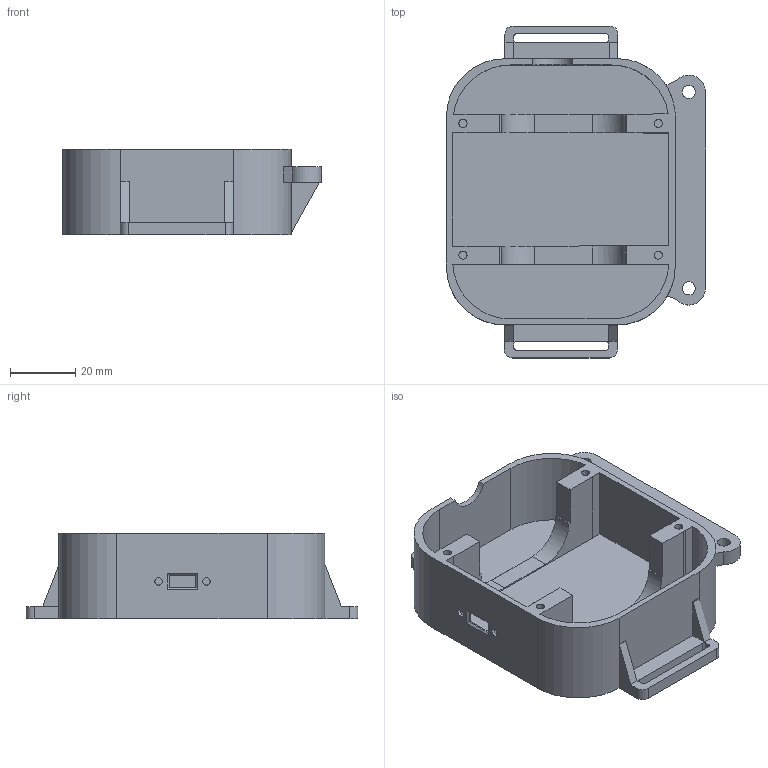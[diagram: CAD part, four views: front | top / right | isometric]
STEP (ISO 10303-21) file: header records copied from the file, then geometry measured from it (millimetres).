
FILE_DESCRIPTION(/* description */ (''),/* implementation_level */ '2;1');
FILE_NAME(/* name */ 'BYH_RECEIVER_BOTTOM.step',/* time_stamp */ '2025-05-29T21:18:15-07:00',/* author */ (''),/* organization */ (''),/* preprocessor_version */ 'ST-DEVELOPER v20.1',/* originating_system */ 'Autodesk Translation Framework v14.4.0.0',/* authorisation */ '');
FILE_SCHEMA (('AUTOMOTIVE_DESIGN { 1 0 10303 214 3 1 1 }'));
Length unit declared in the file: inch
Products named in the file (1): V02RcvBottom
Bounding box: 79.67 x 102.11 x 26.42 mm (x, y, z)
Volume: 44132.4 mm3; surface area: 31413.1 mm2
Topology: 1 solids, 1 shells, 152 faces, 431 edges, 285 vertices
Faces by surface type: plane 106, cylinder 46
Full cylindrical faces by diameter (mm): 2.286 x2, 2.489 x4, 4.064 x2
Entity records: 4992 total; most frequent: CARTESIAN_POINT 869, ORIENTED_EDGE 862, DIRECTION 836, EDGE_CURVE 431, LINE 332, VECTOR 332, VERTEX_POINT 285, AXIS2_PLACEMENT_3D 252
